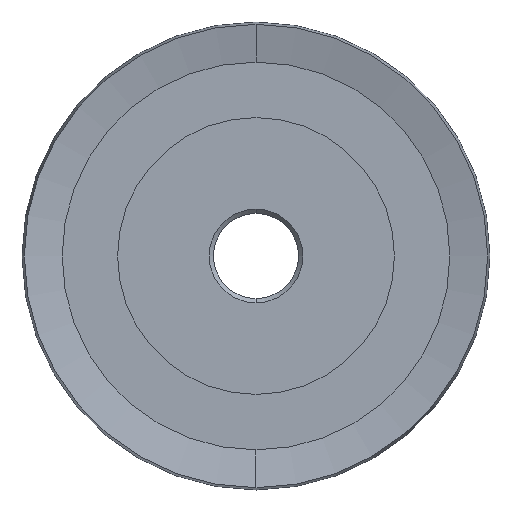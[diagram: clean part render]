
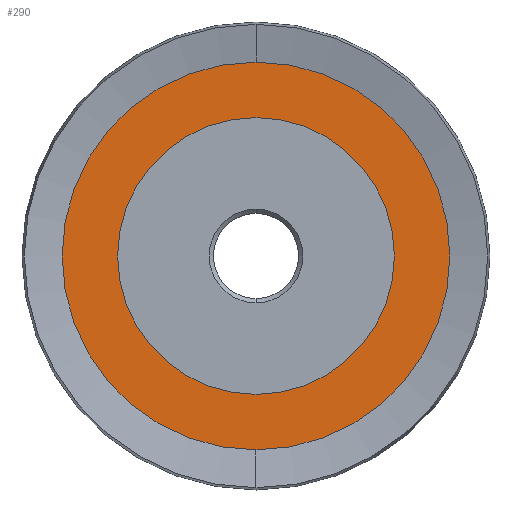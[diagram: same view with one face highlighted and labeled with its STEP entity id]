
A CAD part, left-side view. The second image highlights one B-rep face of the part: STEP entity #290.
In plain terms, the highlighted planar face has unit normal (-1, 0, 0).
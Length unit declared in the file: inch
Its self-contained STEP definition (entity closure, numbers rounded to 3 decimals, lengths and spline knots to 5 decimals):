
#290 = ADVANCED_FACE ( 'NONE', ( #3262, #4799 ), #324, .T. ) ;
#324 = PLANE ( 'NONE',  #739 ) ;
#646 = ORIENTED_EDGE ( 'NONE', *, *, #6852, .T. ) ;
#699 = CARTESIAN_POINT ( 'NONE',  ( 0.0325, 0., 0.4065 ) ) ;
#739 = AXIS2_PLACEMENT_3D ( 'NONE', #8267, #2309, #998 ) ;
#998 = DIRECTION ( 'NONE',  ( 0., 0., 1. ) ) ;
#1227 = EDGE_CURVE ( 'NONE', #6375, #7875, #2716, .T. ) ;
#1924 = DIRECTION ( 'NONE',  ( -1., 0., 0. ) ) ;
#2309 = DIRECTION ( 'NONE',  ( -1., 0., 0. ) ) ;
#2716 = CIRCLE ( 'NONE', #5273, 0.56958 ) ;
#3257 = ORIENTED_EDGE ( 'NONE', *, *, #1227, .T. ) ;
#3262 = FACE_BOUND ( 'NONE', #7855, .T. ) ;
#3325 = AXIS2_PLACEMENT_3D ( 'NONE', #5896, #1924, #6548 ) ;
#3406 = CARTESIAN_POINT ( 'NONE',  ( 0.0325, 0., 0. ) ) ;
#3445 = CIRCLE ( 'NONE', #4323, 0.4065 ) ;
#3826 = CARTESIAN_POINT ( 'NONE',  ( 0.0325, 0., 0. ) ) ;
#3993 = CARTESIAN_POINT ( 'NONE',  ( 0.0325, 0., 0. ) ) ;
#4063 = DIRECTION ( 'NONE',  ( 0., 0., 1. ) ) ;
#4323 = AXIS2_PLACEMENT_3D ( 'NONE', #3993, #8598, #4646 ) ;
#4333 = ORIENTED_EDGE ( 'NONE', *, *, #4894, .F. ) ;
#4372 = CARTESIAN_POINT ( 'NONE',  ( 0.0325, 0., -0.4065 ) ) ;
#4478 = DIRECTION ( 'NONE',  ( 0., 0., 1. ) ) ;
#4506 = EDGE_LOOP ( 'NONE', ( #646, #3257 ) ) ;
#4521 = ORIENTED_EDGE ( 'NONE', *, *, #7293, .F. ) ;
#4646 = DIRECTION ( 'NONE',  ( 0., 0., 1. ) ) ;
#4799 = FACE_OUTER_BOUND ( 'NONE', #4506, .T. ) ;
#4894 = EDGE_CURVE ( 'NONE', #7281, #7609, #3445, .T. ) ;
#4916 = CARTESIAN_POINT ( 'NONE',  ( 0.0325, 0., 0.56958 ) ) ;
#5273 = AXIS2_PLACEMENT_3D ( 'NONE', #3826, #8426, #4478 ) ;
#5896 = CARTESIAN_POINT ( 'NONE',  ( 0.0325, 0., 0. ) ) ;
#6375 = VERTEX_POINT ( 'NONE', #8273 ) ;
#6548 = DIRECTION ( 'NONE',  ( 0., 0., 1. ) ) ;
#6852 = EDGE_CURVE ( 'NONE', #7875, #6375, #7438, .T. ) ;
#7281 = VERTEX_POINT ( 'NONE', #699 ) ;
#7293 = EDGE_CURVE ( 'NONE', #7609, #7281, #8476, .T. ) ;
#7438 = CIRCLE ( 'NONE', #3325, 0.56958 ) ;
#7609 = VERTEX_POINT ( 'NONE', #4372 ) ;
#7855 = EDGE_LOOP ( 'NONE', ( #4521, #4333 ) ) ;
#7875 = VERTEX_POINT ( 'NONE', #4916 ) ;
#8016 = DIRECTION ( 'NONE',  ( -1., 0., 0. ) ) ;
#8019 = AXIS2_PLACEMENT_3D ( 'NONE', #3406, #8016, #4063 ) ;
#8267 = CARTESIAN_POINT ( 'NONE',  ( 0.0325, 0., 0. ) ) ;
#8273 = CARTESIAN_POINT ( 'NONE',  ( 0.0325, 0., -0.56958 ) ) ;
#8426 = DIRECTION ( 'NONE',  ( -1., 0., 0. ) ) ;
#8476 = CIRCLE ( 'NONE', #8019, 0.4065 ) ;
#8598 = DIRECTION ( 'NONE',  ( -1., 0., 0. ) ) ;
